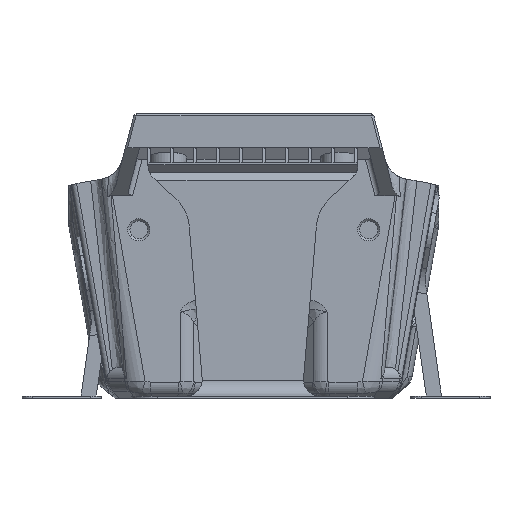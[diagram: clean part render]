
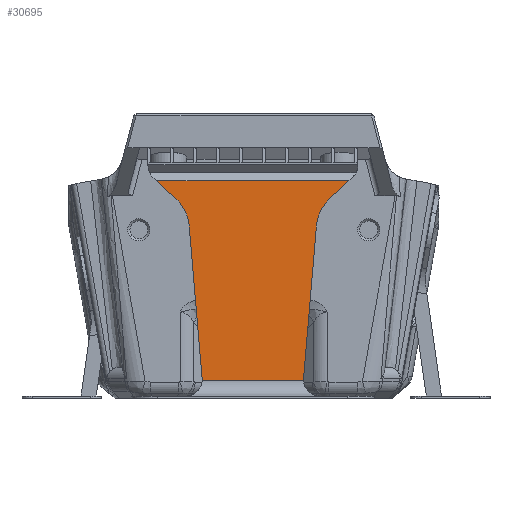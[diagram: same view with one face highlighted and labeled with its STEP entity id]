
A CAD part, front view. The second image highlights one B-rep face of the part: STEP entity #30695.
In plain terms, the highlighted planar face has unit normal (0, -1, 0).
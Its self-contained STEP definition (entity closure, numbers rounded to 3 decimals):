
#1429=CIRCLE('',#32680,3.);
#1430=CIRCLE('',#32681,3.);
#1431=CIRCLE('',#32682,8.);
#1432=CIRCLE('',#32683,8.);
#4068=ORIENTED_EDGE('',*,*,#12985,.T.);
#4069=ORIENTED_EDGE('',*,*,#12986,.T.);
#4070=ORIENTED_EDGE('',*,*,#12987,.T.);
#4071=ORIENTED_EDGE('',*,*,#12983,.F.);
#4072=ORIENTED_EDGE('',*,*,#12988,.T.);
#4073=ORIENTED_EDGE('',*,*,#12989,.T.);
#4074=ORIENTED_EDGE('',*,*,#12990,.F.);
#4075=ORIENTED_EDGE('',*,*,#12991,.F.);
#4076=ORIENTED_EDGE('',*,*,#12992,.T.);
#4077=ORIENTED_EDGE('',*,*,#12993,.T.);
#12983=EDGE_CURVE('',#17530,#17531,#20440,.T.);
#12985=EDGE_CURVE('',#17532,#17533,#1429,.T.);
#12986=EDGE_CURVE('',#17533,#17534,#20442,.F.);
#12987=EDGE_CURVE('',#17534,#17531,#1430,.T.);
#12988=EDGE_CURVE('',#17530,#17535,#1431,.T.);
#12989=EDGE_CURVE('',#17535,#17536,#20443,.T.);
#12990=EDGE_CURVE('',#17537,#17536,#20444,.T.);
#12991=EDGE_CURVE('',#17538,#17537,#20445,.T.);
#12992=EDGE_CURVE('',#17538,#17539,#1432,.T.);
#12993=EDGE_CURVE('',#17539,#17532,#20446,.T.);
#17530=VERTEX_POINT('',#46714);
#17531=VERTEX_POINT('',#46716);
#17532=VERTEX_POINT('',#46720);
#17533=VERTEX_POINT('',#46721);
#17534=VERTEX_POINT('',#46723);
#17535=VERTEX_POINT('',#46726);
#17536=VERTEX_POINT('',#46728);
#17537=VERTEX_POINT('',#46730);
#17538=VERTEX_POINT('',#46732);
#17539=VERTEX_POINT('',#46734);
#20440=LINE('',#46715,#23168);
#20442=LINE('',#46722,#23170);
#20443=LINE('',#46727,#23171);
#20444=LINE('',#46729,#23172);
#20445=LINE('',#46731,#23173);
#20446=LINE('',#46735,#23174);
#23168=VECTOR('',#35929,1000.);
#23170=VECTOR('',#35935,1000.);
#23171=VECTOR('',#35940,1000.);
#23172=VECTOR('',#35941,1000.);
#23173=VECTOR('',#35942,1000.);
#23174=VECTOR('',#35945,1000.);
#25881=EDGE_LOOP('',(#4068,#4069,#4070,#4071,#4072,#4073,#4074,#4075,#4076,
#4077));
#27810=FACE_BOUND('',#25881,.T.);
#29612=PLANE('',#32679);
#30695=ADVANCED_FACE('',(#27810),#29612,.F.);
#32679=AXIS2_PLACEMENT_3D('',#46718,#35931,#35932);
#32680=AXIS2_PLACEMENT_3D('',#46719,#35933,#35934);
#32681=AXIS2_PLACEMENT_3D('',#46724,#35936,#35937);
#32682=AXIS2_PLACEMENT_3D('',#46725,#35938,#35939);
#32683=AXIS2_PLACEMENT_3D('',#46733,#35943,#35944);
#35929=DIRECTION('',(-0.084,0.,-0.996));
#35931=DIRECTION('',(0.,1.,0.));
#35932=DIRECTION('',(0.,0.,1.));
#35933=DIRECTION('',(0.,1.,0.));
#35934=DIRECTION('',(0.,0.,1.));
#35935=DIRECTION('',(-1.,0.,0.));
#35936=DIRECTION('',(0.,1.,0.));
#35937=DIRECTION('',(0.,0.,1.));
#35938=DIRECTION('',(0.,1.,0.));
#35939=DIRECTION('',(0.,0.,1.));
#35940=DIRECTION('',(0.731,0.,0.682));
#35941=DIRECTION('',(1.,0.,0.));
#35942=DIRECTION('',(-0.731,0.,0.682));
#35943=DIRECTION('',(0.,1.,0.));
#35944=DIRECTION('',(0.,0.,1.));
#35945=DIRECTION('',(0.084,0.,-0.996));
#46714=CARTESIAN_POINT('',(11.856,-32.314,32.579));
#46715=CARTESIAN_POINT('',(36.482,-32.314,324.724));
#46716=CARTESIAN_POINT('',(9.418,-32.314,3.652));
#46718=CARTESIAN_POINT('',(0.,-32.314,327.8));
#46719=CARTESIAN_POINT('',(-12.767,-32.314,3.4));
#46720=CARTESIAN_POINT('',(-9.777,-32.314,3.652));
#46721=CARTESIAN_POINT('',(-9.767,-32.314,3.4));
#46722=CARTESIAN_POINT('',(9.143,-32.314,3.4));
#46723=CARTESIAN_POINT('',(9.407,-32.314,3.4));
#46724=CARTESIAN_POINT('',(12.407,-32.314,3.4));
#46725=CARTESIAN_POINT('',(19.828,-32.314,31.907));
#46726=CARTESIAN_POINT('',(14.372,-32.314,37.757));
#46727=CARTESIAN_POINT('',(16.736,-32.314,39.963));
#46728=CARTESIAN_POINT('',(17.982,-32.314,41.124));
#46729=CARTESIAN_POINT('',(-65.369,-32.314,41.124));
#46730=CARTESIAN_POINT('',(-18.341,-32.314,41.124));
#46731=CARTESIAN_POINT('',(-17.096,-32.314,39.963));
#46732=CARTESIAN_POINT('',(-14.731,-32.314,37.757));
#46733=CARTESIAN_POINT('',(-20.187,-32.314,31.907));
#46734=CARTESIAN_POINT('',(-12.216,-32.314,32.579));
#46735=CARTESIAN_POINT('',(-36.839,-32.314,324.694));
